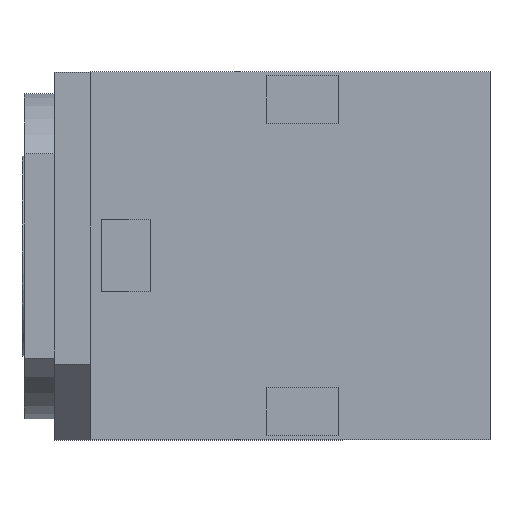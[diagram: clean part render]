
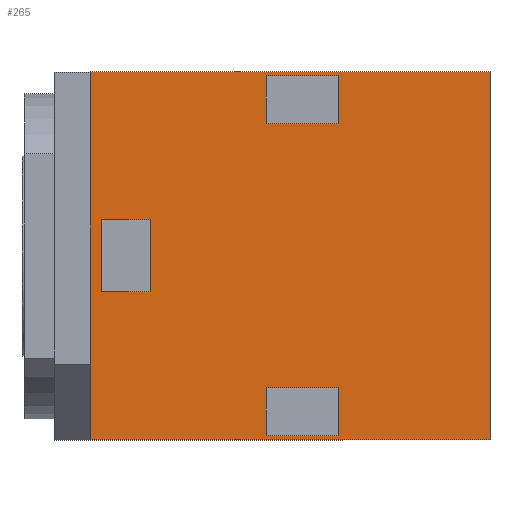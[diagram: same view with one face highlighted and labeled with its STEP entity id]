
A CAD part, top view. The second image highlights one B-rep face of the part: STEP entity #265.
In plain terms, the highlighted planar face has unit normal (0, 0, 1).
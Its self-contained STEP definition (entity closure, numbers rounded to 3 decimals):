
#95=LINE('',#1199,#178);
#104=LINE('',#1217,#187);
#115=LINE('',#1241,#198);
#121=LINE('',#1314,#204);
#126=LINE('',#1331,#209);
#127=LINE('',#1334,#210);
#128=LINE('',#1336,#211);
#129=LINE('',#1338,#212);
#130=LINE('',#1339,#213);
#131=LINE('',#1340,#214);
#132=LINE('',#1343,#215);
#133=LINE('',#1345,#216);
#134=LINE('',#1347,#217);
#135=LINE('',#1348,#218);
#136=LINE('',#1350,#219);
#137=LINE('',#1352,#220);
#178=VECTOR('',#973,1.);
#187=VECTOR('',#984,1.);
#198=VECTOR('',#1003,1.);
#204=VECTOR('',#1017,1.);
#209=VECTOR('',#1032,1.);
#210=VECTOR('',#1033,1.);
#211=VECTOR('',#1034,1.);
#212=VECTOR('',#1035,1.);
#213=VECTOR('',#1036,1.);
#214=VECTOR('',#1037,1.);
#215=VECTOR('',#1038,1.);
#216=VECTOR('',#1039,1.);
#217=VECTOR('',#1040,1.);
#218=VECTOR('',#1041,1.);
#219=VECTOR('',#1042,1.);
#220=VECTOR('',#1043,1.);
#265=ADVANCED_FACE('',(#339,#340,#341,#342),#308,.F.);
#308=PLANE('',#882);
#339=FACE_BOUND('',#370,.T.);
#340=FACE_BOUND('',#371,.T.);
#341=FACE_BOUND('',#372,.T.);
#342=FACE_BOUND('',#373,.T.);
#370=EDGE_LOOP('',(#491,#492,#493,#494));
#371=EDGE_LOOP('',(#495,#496,#497,#498));
#372=EDGE_LOOP('',(#499,#500,#501,#502));
#373=EDGE_LOOP('',(#503,#504,#505,#506));
#491=ORIENTED_EDGE('',*,*,#751,.F.);
#492=ORIENTED_EDGE('',*,*,#752,.F.);
#493=ORIENTED_EDGE('',*,*,#753,.F.);
#494=ORIENTED_EDGE('',*,*,#754,.F.);
#495=ORIENTED_EDGE('',*,*,#723,.F.);
#496=ORIENTED_EDGE('',*,*,#714,.F.);
#497=ORIENTED_EDGE('',*,*,#736,.T.);
#498=ORIENTED_EDGE('',*,*,#755,.T.);
#499=ORIENTED_EDGE('',*,*,#756,.F.);
#500=ORIENTED_EDGE('',*,*,#757,.F.);
#501=ORIENTED_EDGE('',*,*,#758,.F.);
#502=ORIENTED_EDGE('',*,*,#759,.F.);
#503=ORIENTED_EDGE('',*,*,#760,.F.);
#504=ORIENTED_EDGE('',*,*,#743,.F.);
#505=ORIENTED_EDGE('',*,*,#761,.F.);
#506=ORIENTED_EDGE('',*,*,#762,.F.);
#639=VERTEX_POINT('',#1200);
#640=VERTEX_POINT('',#1201);
#642=VERTEX_POINT('',#1208);
#655=VERTEX_POINT('',#1240);
#661=VERTEX_POINT('',#1315);
#662=VERTEX_POINT('',#1316);
#668=VERTEX_POINT('',#1332);
#669=VERTEX_POINT('',#1333);
#670=VERTEX_POINT('',#1335);
#671=VERTEX_POINT('',#1337);
#672=VERTEX_POINT('',#1341);
#673=VERTEX_POINT('',#1342);
#674=VERTEX_POINT('',#1344);
#675=VERTEX_POINT('',#1346);
#676=VERTEX_POINT('',#1349);
#677=VERTEX_POINT('',#1351);
#714=EDGE_CURVE('',#639,#640,#95,.T.);
#723=EDGE_CURVE('',#640,#642,#104,.T.);
#736=EDGE_CURVE('',#639,#655,#115,.T.);
#743=EDGE_CURVE('',#661,#662,#121,.T.);
#751=EDGE_CURVE('',#668,#669,#126,.T.);
#752=EDGE_CURVE('',#670,#668,#127,.T.);
#753=EDGE_CURVE('',#671,#670,#128,.T.);
#754=EDGE_CURVE('',#669,#671,#129,.T.);
#755=EDGE_CURVE('',#655,#642,#130,.T.);
#756=EDGE_CURVE('',#672,#673,#131,.T.);
#757=EDGE_CURVE('',#674,#672,#132,.T.);
#758=EDGE_CURVE('',#675,#674,#133,.T.);
#759=EDGE_CURVE('',#673,#675,#134,.T.);
#760=EDGE_CURVE('',#662,#676,#135,.T.);
#761=EDGE_CURVE('',#677,#661,#136,.T.);
#762=EDGE_CURVE('',#676,#677,#137,.T.);
#882=AXIS2_PLACEMENT_3D('',#1353,#1044,#1045);
#973=DIRECTION('',(0.,1.,0.));
#984=DIRECTION('',(1.,0.,0.));
#1003=DIRECTION('',(1.,0.,0.));
#1017=DIRECTION('',(1.,0.,0.));
#1032=DIRECTION('',(0.,1.,0.));
#1033=DIRECTION('',(1.,0.,0.));
#1034=DIRECTION('',(0.,-1.,0.));
#1035=DIRECTION('',(-1.,0.,0.));
#1036=DIRECTION('',(0.,1.,0.));
#1037=DIRECTION('',(1.,0.,0.));
#1038=DIRECTION('',(0.,-1.,0.));
#1039=DIRECTION('',(-1.,0.,0.));
#1040=DIRECTION('',(0.,1.,0.));
#1041=DIRECTION('',(0.,1.,0.));
#1042=DIRECTION('',(0.,-1.,0.));
#1043=DIRECTION('',(-1.,0.,0.));
#1044=DIRECTION('',(0.,0.,-1.));
#1045=DIRECTION('',(-1.,0.,0.));
#1199=CARTESIAN_POINT('',(-53.,-214.028,0.));
#1200=CARTESIAN_POINT('',(-53.,-46.,0.));
#1201=CARTESIAN_POINT('',(-53.,46.,0.));
#1208=CARTESIAN_POINT('',(47.,46.,0.));
#1217=CARTESIAN_POINT('',(-62.,46.,0.));
#1240=CARTESIAN_POINT('',(47.,-46.,0.));
#1241=CARTESIAN_POINT('',(-62.,-46.,0.));
#1314=CARTESIAN_POINT('',(-9.,-45.,0.));
#1315=CARTESIAN_POINT('',(-9.,-45.,0.));
#1316=CARTESIAN_POINT('',(9.,-45.,0.));
#1331=CARTESIAN_POINT('',(-38.,9.,0.));
#1332=CARTESIAN_POINT('',(-38.,-9.,0.));
#1333=CARTESIAN_POINT('',(-38.,9.,0.));
#1334=CARTESIAN_POINT('',(-50.,-9.,0.));
#1335=CARTESIAN_POINT('',(-50.,-9.,0.));
#1336=CARTESIAN_POINT('',(-50.,-9.,0.));
#1337=CARTESIAN_POINT('',(-50.,9.,0.));
#1338=CARTESIAN_POINT('',(-38.,9.,0.));
#1339=CARTESIAN_POINT('',(47.,-46.,0.));
#1340=CARTESIAN_POINT('',(-9.,33.,0.));
#1341=CARTESIAN_POINT('',(-9.,33.,0.));
#1342=CARTESIAN_POINT('',(9.,33.,0.));
#1343=CARTESIAN_POINT('',(-9.,45.,0.));
#1344=CARTESIAN_POINT('',(-9.,45.,0.));
#1345=CARTESIAN_POINT('',(9.,45.,0.));
#1346=CARTESIAN_POINT('',(9.,45.,0.));
#1347=CARTESIAN_POINT('',(9.,33.,0.));
#1348=CARTESIAN_POINT('',(9.,-33.,0.));
#1349=CARTESIAN_POINT('',(9.,-33.,0.));
#1350=CARTESIAN_POINT('',(-9.,-33.,0.));
#1351=CARTESIAN_POINT('',(-9.,-33.,0.));
#1352=CARTESIAN_POINT('',(9.,-33.,0.));
#1353=CARTESIAN_POINT('',(-62.,-46.,0.));
